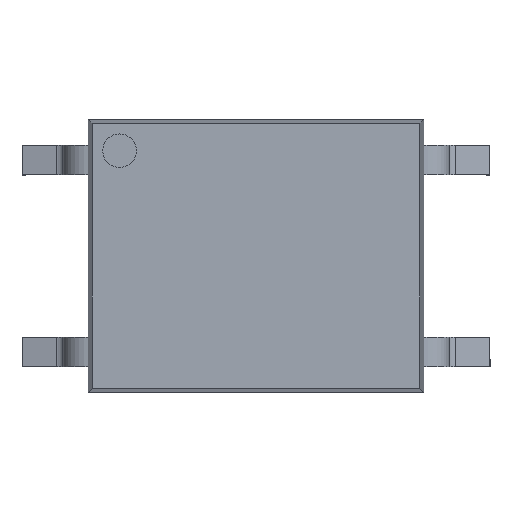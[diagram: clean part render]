
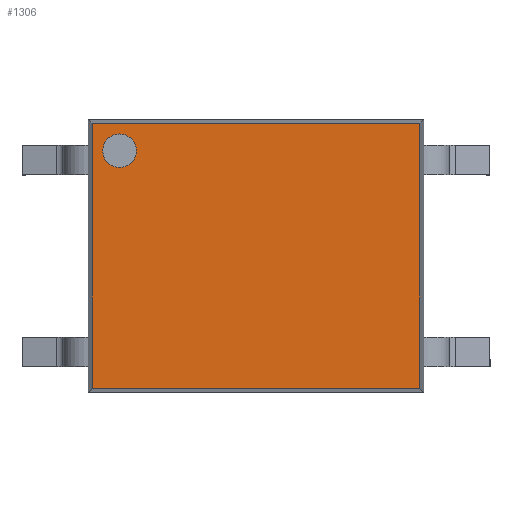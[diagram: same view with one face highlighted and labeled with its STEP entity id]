
A CAD part, top view. The second image highlights one B-rep face of the part: STEP entity #1306.
In plain terms, the highlighted planar face has unit normal (0, 0, 1).
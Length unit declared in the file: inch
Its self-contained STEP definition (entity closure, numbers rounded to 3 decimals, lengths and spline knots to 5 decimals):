
#144 = VERTEX_POINT ( 'NONE', #3213 ) ;
#190 = AXIS2_PLACEMENT_3D ( 'NONE', #6383, #1997, #5536 ) ;
#205 = LINE ( 'NONE', #1219, #4831 ) ;
#257 = CARTESIAN_POINT ( 'NONE',  ( -0.07283, 0.0561, 0.09067 ) ) ;
#308 = EDGE_CURVE ( 'NONE', #144, #1735, #2938, .T. ) ;
#453 = AXIS2_PLACEMENT_3D ( 'NONE', #257, #1851, #3345 ) ;
#464 = AXIS2_PLACEMENT_3D ( 'NONE', #5943, #3533, #515 ) ;
#515 = DIRECTION ( 'NONE',  ( 1., 0., 0. ) ) ;
#530 = CARTESIAN_POINT ( 'NONE',  ( -0.06389, 0.0561, 0.09067 ) ) ;
#835 = CARTESIAN_POINT ( 'NONE',  ( -0.08177, 0.0561, 0.09067 ) ) ;
#919 = CARTESIAN_POINT ( 'NONE',  ( 0.0874, -0.07067, 0.09067 ) ) ;
#935 = VECTOR ( 'NONE', #1304, 39.37008 ) ;
#1169 = VERTEX_POINT ( 'NONE', #4397 ) ;
#1177 = LINE ( 'NONE', #3792, #935 ) ;
#1219 = CARTESIAN_POINT ( 'NONE',  ( -0.0874, 0.07283, 0.09067 ) ) ;
#1245 = ORIENTED_EDGE ( 'NONE', *, *, #3868, .T. ) ;
#1304 = DIRECTION ( 'NONE',  ( 0., 1., 0. ) ) ;
#1306 = ADVANCED_FACE ( 'NONE', ( #5474, #2465 ), #4450, .T. ) ;
#1528 = EDGE_CURVE ( 'NONE', #2753, #144, #1177, .T. ) ;
#1735 = VERTEX_POINT ( 'NONE', #2508 ) ;
#1810 = EDGE_LOOP ( 'NONE', ( #6089, #4411 ) ) ;
#1851 = DIRECTION ( 'NONE',  ( 0., 0., 1. ) ) ;
#1997 = DIRECTION ( 'NONE',  ( 0., 0., 1. ) ) ;
#2032 = LINE ( 'NONE', #3521, #5999 ) ;
#2127 = CIRCLE ( 'NONE', #453, 0.00894 ) ;
#2251 = CIRCLE ( 'NONE', #464, 0.00894 ) ;
#2465 = FACE_OUTER_BOUND ( 'NONE', #4052, .T. ) ;
#2508 = CARTESIAN_POINT ( 'NONE',  ( -0.0874, 0.07067, 0.09067 ) ) ;
#2641 = VERTEX_POINT ( 'NONE', #835 ) ;
#2726 = DIRECTION ( 'NONE',  ( 0., -1., 0. ) ) ;
#2753 = VERTEX_POINT ( 'NONE', #919 ) ;
#2938 = LINE ( 'NONE', #3502, #3095 ) ;
#2953 = DIRECTION ( 'NONE',  ( 1., 0., 0. ) ) ;
#3095 = VECTOR ( 'NONE', #6477, 39.37008 ) ;
#3213 = CARTESIAN_POINT ( 'NONE',  ( 0.0874, 0.07067, 0.09067 ) ) ;
#3216 = ORIENTED_EDGE ( 'NONE', *, *, #308, .T. ) ;
#3345 = DIRECTION ( 'NONE',  ( 1., 0., 0. ) ) ;
#3415 = VERTEX_POINT ( 'NONE', #530 ) ;
#3440 = ORIENTED_EDGE ( 'NONE', *, *, #3774, .T. ) ;
#3502 = CARTESIAN_POINT ( 'NONE',  ( -0.08957, 0.07067, 0.09067 ) ) ;
#3521 = CARTESIAN_POINT ( 'NONE',  ( -0.08957, -0.07067, 0.09067 ) ) ;
#3533 = DIRECTION ( 'NONE',  ( 0., 0., 1. ) ) ;
#3774 = EDGE_CURVE ( 'NONE', #1735, #1169, #205, .T. ) ;
#3792 = CARTESIAN_POINT ( 'NONE',  ( 0.0874, 0.07283, 0.09067 ) ) ;
#3830 = ORIENTED_EDGE ( 'NONE', *, *, #1528, .T. ) ;
#3868 = EDGE_CURVE ( 'NONE', #1169, #2753, #2032, .T. ) ;
#4052 = EDGE_LOOP ( 'NONE', ( #3830, #3216, #3440, #1245 ) ) ;
#4397 = CARTESIAN_POINT ( 'NONE',  ( -0.0874, -0.07067, 0.09067 ) ) ;
#4411 = ORIENTED_EDGE ( 'NONE', *, *, #5944, .F. ) ;
#4450 = PLANE ( 'NONE',  #190 ) ;
#4831 = VECTOR ( 'NONE', #2726, 39.37008 ) ;
#5474 = FACE_BOUND ( 'NONE', #1810, .T. ) ;
#5536 = DIRECTION ( 'NONE',  ( 1., 0., 0. ) ) ;
#5569 = EDGE_CURVE ( 'NONE', #2641, #3415, #2127, .T. ) ;
#5943 = CARTESIAN_POINT ( 'NONE',  ( -0.07283, 0.0561, 0.09067 ) ) ;
#5944 = EDGE_CURVE ( 'NONE', #3415, #2641, #2251, .T. ) ;
#5999 = VECTOR ( 'NONE', #2953, 39.37008 ) ;
#6089 = ORIENTED_EDGE ( 'NONE', *, *, #5569, .F. ) ;
#6383 = CARTESIAN_POINT ( 'NONE',  ( 0., 0., 0.09067 ) ) ;
#6477 = DIRECTION ( 'NONE',  ( -1., 0., 0. ) ) ;
